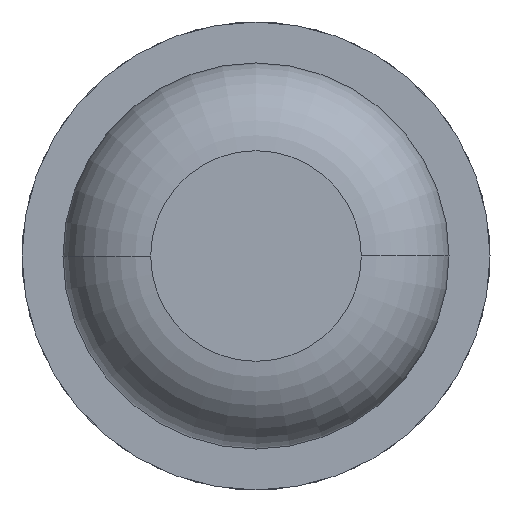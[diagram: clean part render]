
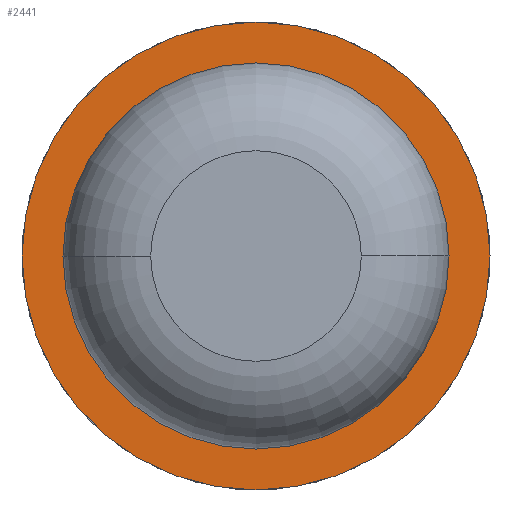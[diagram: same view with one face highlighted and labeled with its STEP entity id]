
A CAD part, front view. The second image highlights one B-rep face of the part: STEP entity #2441.
In plain terms, the highlighted planar face has unit normal (0, -1, 0).
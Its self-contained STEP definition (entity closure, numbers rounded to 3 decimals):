
#6 = EDGE_CURVE ( 'Defeature ausgef�hrt4_6+Defeature ausgef�hrt4_5+Defeature ausgef�hrt4_5+Defeature ausgef�hrt4_5', #3405, #1618, #46, .T. ) ;
#15 = DIRECTION ( 'NONE',  ( 0., 1., 0. ) ) ;
#46 = CIRCLE ( 'NONE', #3266, 1. ) ;
#72 = VERTEX_POINT ( 'NONE', #1802 ) ;
#115 = AXIS2_PLACEMENT_3D ( 'NONE', #1562, #3723, #1384 ) ;
#237 = CIRCLE ( 'NONE', #1533, 0.825 ) ;
#553 = EDGE_LOOP ( 'NONE', ( #3845, #1173 ) ) ;
#677 = CIRCLE ( 'NONE', #115, 0.825 ) ;
#687 = DIRECTION ( 'NONE',  ( -1., 0., 0. ) ) ;
#703 = CARTESIAN_POINT ( 'NONE',  ( 0., -6., 0. ) ) ;
#710 = DIRECTION ( 'NONE',  ( 0., 1., 0. ) ) ;
#898 = CARTESIAN_POINT ( 'NONE',  ( 0.825, -6., 0. ) ) ;
#959 = EDGE_CURVE ( 'Defeature ausgef�hrt4_5+Defeature ausgef�hrt4_0+Defeature ausgef�hrt4_0+Defeature ausgef�hrt4_0', #3797, #72, #237, .T. ) ;
#1139 = FACE_OUTER_BOUND ( 'NONE', #553, .T. ) ;
#1173 = ORIENTED_EDGE ( 'NONE', *, *, #2974, .F. ) ;
#1193 = DIRECTION ( 'NONE',  ( -1., 0., 0. ) ) ;
#1230 = AXIS2_PLACEMENT_3D ( 'NONE', #2888, #710, #687 ) ;
#1326 = DIRECTION ( 'NONE',  ( -1., 0., 0. ) ) ;
#1339 = FACE_BOUND ( 'NONE', #2655, .T. ) ;
#1384 = DIRECTION ( 'NONE',  ( -1., 0., 0. ) ) ;
#1533 = AXIS2_PLACEMENT_3D ( 'NONE', #3684, #2127, #1193 ) ;
#1562 = CARTESIAN_POINT ( 'NONE',  ( 0., -6., 0. ) ) ;
#1618 = VERTEX_POINT ( 'NONE', #4010 ) ;
#1801 = DIRECTION ( 'NONE',  ( -1., 0., 0. ) ) ;
#1802 = CARTESIAN_POINT ( 'NONE',  ( -0.825, -6., 0. ) ) ;
#1845 = EDGE_CURVE ( 'Defeature ausgef�hrt4_5+Defeature ausgef�hrt4_0+Defeature ausgef�hrt4_0+Defeature ausgef�hrt4_0', #72, #3797, #677, .T. ) ;
#2127 = DIRECTION ( 'NONE',  ( 0., 1., 0. ) ) ;
#2189 = CARTESIAN_POINT ( 'NONE',  ( -1., -6., 0. ) ) ;
#2242 = PLANE ( 'NONE',  #1230 ) ;
#2389 = CARTESIAN_POINT ( 'NONE',  ( 0., -6., 0. ) ) ;
#2441 = ADVANCED_FACE ( 'Defeature ausgef�hrt4_5', ( #1139, #1339 ), #2242, .F. ) ;
#2487 = AXIS2_PLACEMENT_3D ( 'NONE', #703, #2869, #1326 ) ;
#2655 = EDGE_LOOP ( 'NONE', ( #3554, #3217 ) ) ;
#2869 = DIRECTION ( 'NONE',  ( 0., 1., 0. ) ) ;
#2888 = CARTESIAN_POINT ( 'NONE',  ( 0.825, -6., 0. ) ) ;
#2974 = EDGE_CURVE ( 'Defeature ausgef�hrt4_6+Defeature ausgef�hrt4_5+Defeature ausgef�hrt4_5+Defeature ausgef�hrt4_5', #1618, #3405, #3284, .T. ) ;
#3217 = ORIENTED_EDGE ( 'NONE', *, *, #959, .T. ) ;
#3266 = AXIS2_PLACEMENT_3D ( 'NONE', #2389, #15, #1801 ) ;
#3284 = CIRCLE ( 'NONE', #2487, 1. ) ;
#3405 = VERTEX_POINT ( 'NONE', #2189 ) ;
#3554 = ORIENTED_EDGE ( 'NONE', *, *, #1845, .T. ) ;
#3684 = CARTESIAN_POINT ( 'NONE',  ( 0., -6., 0. ) ) ;
#3723 = DIRECTION ( 'NONE',  ( 0., 1., 0. ) ) ;
#3797 = VERTEX_POINT ( 'NONE', #898 ) ;
#3845 = ORIENTED_EDGE ( 'NONE', *, *, #6, .F. ) ;
#4010 = CARTESIAN_POINT ( 'NONE',  ( 1., -6., 0. ) ) ;
